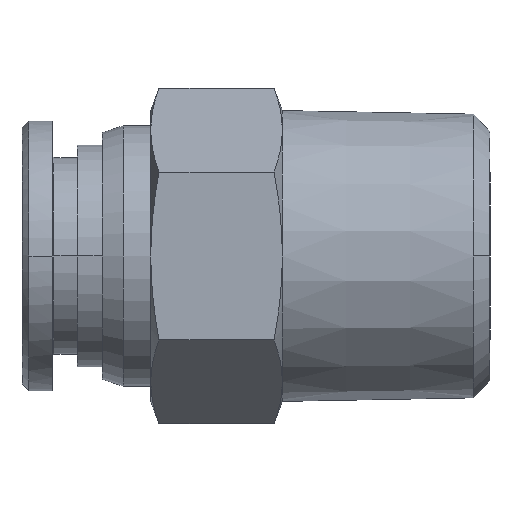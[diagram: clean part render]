
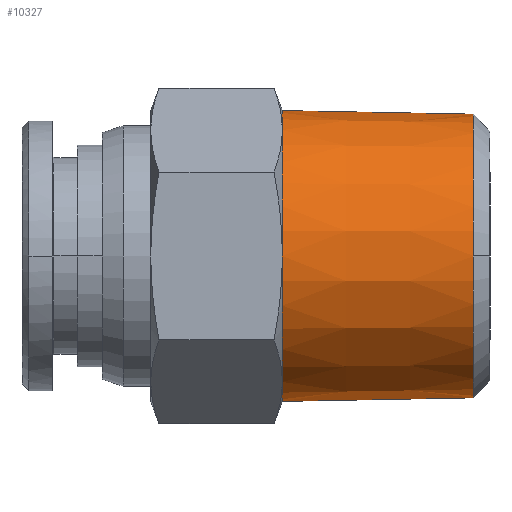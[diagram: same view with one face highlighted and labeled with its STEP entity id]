
A CAD part, front view. The second image highlights one B-rep face of the part: STEP entity #10327.
In plain terms, the highlighted conical face has half-angle 1.06 degrees and reference radius 10.5 mm.
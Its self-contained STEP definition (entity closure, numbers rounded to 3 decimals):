
#49 = VERTEX_POINT ( 'NONE', #3633 ) ;
#236 = EDGE_LOOP ( 'NONE', ( #3349, #15116, #1892, #4606, #14944, #11310, #7486, #13487 ) ) ;
#342 = CARTESIAN_POINT ( 'NONE',  ( 22.254, 0., -5.017 ) ) ;
#396 = EDGE_CURVE ( 'NONE', #6017, #15535, #4055, .T. ) ;
#602 = DIRECTION ( 'NONE',  ( 0., 0., 1. ) ) ;
#1115 = EDGE_CURVE ( 'NONE', #15286, #14482, #17797, .T. ) ;
#1306 = CARTESIAN_POINT ( 'NONE',  ( 22.254, -5.25, -14.11 ) ) ;
#1436 = DIRECTION ( 'NONE',  ( 0., 0., 1. ) ) ;
#1497 = CARTESIAN_POINT ( 'NONE',  ( 22.254, 0., 5.483 ) ) ;
#1892 = ORIENTED_EDGE ( 'NONE', *, *, #1115, .T. ) ;
#2051 = CARTESIAN_POINT ( 'NONE',  ( 22.254, 0., -5.017 ) ) ;
#2064 = AXIS2_PLACEMENT_3D ( 'NONE', #11714, #4867, #14697 ) ;
#2758 = AXIS2_PLACEMENT_3D ( 'NONE', #342, #12744, #15624 ) ;
#3096 = CARTESIAN_POINT ( 'NONE',  ( 36.054, 0., -5.017 ) ) ;
#3097 = LINE ( 'NONE', #1497, #9250 ) ;
#3349 = ORIENTED_EDGE ( 'NONE', *, *, #7965, .F. ) ;
#3432 = CARTESIAN_POINT ( 'NONE',  ( 36.054, 0., -15.261 ) ) ;
#3633 = CARTESIAN_POINT ( 'NONE',  ( 22.254, -5.25, 4.077 ) ) ;
#3684 = VECTOR ( 'NONE', #7430, 1000. ) ;
#4038 = CIRCLE ( 'NONE', #7449, 10.245 ) ;
#4055 = CIRCLE ( 'NONE', #2758, 10.5 ) ;
#4606 = ORIENTED_EDGE ( 'NONE', *, *, #7373, .T. ) ;
#4715 = EDGE_CURVE ( 'NONE', #8414, #15286, #4038, .T. ) ;
#4830 = CIRCLE ( 'NONE', #5423, 10.5 ) ;
#4867 = DIRECTION ( 'NONE',  ( -1., 0., 0. ) ) ;
#5188 = VERTEX_POINT ( 'NONE', #9124 ) ;
#5258 = VERTEX_POINT ( 'NONE', #15690 ) ;
#5396 = CONICAL_SURFACE ( 'NONE', #11720, 10.5, 0.018 ) ;
#5423 = AXIS2_PLACEMENT_3D ( 'NONE', #2051, #15890, #602 ) ;
#5900 = DIRECTION ( 'NONE',  ( -1., 0., 0.018 ) ) ;
#5992 = CARTESIAN_POINT ( 'NONE',  ( 22.254, 0., -15.517 ) ) ;
#6017 = VERTEX_POINT ( 'NONE', #8335 ) ;
#6325 = DIRECTION ( 'NONE',  ( 0., 0., 1. ) ) ;
#6564 = CARTESIAN_POINT ( 'NONE',  ( 22.254, 0., -5.017 ) ) ;
#7019 = LINE ( 'NONE', #5992, #3684 ) ;
#7373 = EDGE_CURVE ( 'NONE', #14482, #5258, #3097, .T. ) ;
#7430 = DIRECTION ( 'NONE',  ( -1., 0., -0.018 ) ) ;
#7449 = AXIS2_PLACEMENT_3D ( 'NONE', #3096, #8082, #1436 ) ;
#7486 = ORIENTED_EDGE ( 'NONE', *, *, #396, .T. ) ;
#7965 = EDGE_CURVE ( 'NONE', #8414, #5188, #7019, .T. ) ;
#8082 = DIRECTION ( 'NONE',  ( -1., 0., 0. ) ) ;
#8335 = CARTESIAN_POINT ( 'NONE',  ( 22.254, -10.5, -5.017 ) ) ;
#8414 = VERTEX_POINT ( 'NONE', #3432 ) ;
#8594 = CIRCLE ( 'NONE', #16943, 10.5 ) ;
#8747 = DIRECTION ( 'NONE',  ( 0., 0., 1. ) ) ;
#9124 = CARTESIAN_POINT ( 'NONE',  ( 22.254, 0., -15.517 ) ) ;
#9250 = VECTOR ( 'NONE', #5900, 1000. ) ;
#9793 = FACE_OUTER_BOUND ( 'NONE', #236, .T. ) ;
#9847 = DIRECTION ( 'NONE',  ( 1., 0., 0. ) ) ;
#10327 = ADVANCED_FACE ( 'NONE', ( #9793 ), #5396, .T. ) ;
#11310 = ORIENTED_EDGE ( 'NONE', *, *, #18018, .T. ) ;
#11397 = AXIS2_PLACEMENT_3D ( 'NONE', #13009, #17029, #8747 ) ;
#11714 = CARTESIAN_POINT ( 'NONE',  ( 36.054, 0., -5.017 ) ) ;
#11720 = AXIS2_PLACEMENT_3D ( 'NONE', #6564, #13307, #6325 ) ;
#12022 = CARTESIAN_POINT ( 'NONE',  ( 36.054, -10.245, -5.017 ) ) ;
#12466 = CARTESIAN_POINT ( 'NONE',  ( 22.254, 0., -5.017 ) ) ;
#12744 = DIRECTION ( 'NONE',  ( 1., 0., 0. ) ) ;
#12867 = CIRCLE ( 'NONE', #11397, 10.5 ) ;
#13009 = CARTESIAN_POINT ( 'NONE',  ( 22.254, 0., -5.017 ) ) ;
#13307 = DIRECTION ( 'NONE',  ( -1., 0., 0. ) ) ;
#13487 = ORIENTED_EDGE ( 'NONE', *, *, #15009, .T. ) ;
#14078 = DIRECTION ( 'NONE',  ( 0., 0., 1. ) ) ;
#14083 = CARTESIAN_POINT ( 'NONE',  ( 36.054, 0., 5.228 ) ) ;
#14482 = VERTEX_POINT ( 'NONE', #14083 ) ;
#14697 = DIRECTION ( 'NONE',  ( 0., 0., 1. ) ) ;
#14944 = ORIENTED_EDGE ( 'NONE', *, *, #17775, .T. ) ;
#15009 = EDGE_CURVE ( 'NONE', #15535, #5188, #12867, .T. ) ;
#15116 = ORIENTED_EDGE ( 'NONE', *, *, #4715, .T. ) ;
#15286 = VERTEX_POINT ( 'NONE', #12022 ) ;
#15535 = VERTEX_POINT ( 'NONE', #1306 ) ;
#15624 = DIRECTION ( 'NONE',  ( 0., 0., 1. ) ) ;
#15690 = CARTESIAN_POINT ( 'NONE',  ( 22.254, 0., 5.483 ) ) ;
#15890 = DIRECTION ( 'NONE',  ( 1., 0., 0. ) ) ;
#16943 = AXIS2_PLACEMENT_3D ( 'NONE', #12466, #9847, #14078 ) ;
#17029 = DIRECTION ( 'NONE',  ( 1., 0., 0. ) ) ;
#17775 = EDGE_CURVE ( 'NONE', #5258, #49, #8594, .T. ) ;
#17797 = CIRCLE ( 'NONE', #2064, 10.245 ) ;
#18018 = EDGE_CURVE ( 'NONE', #49, #6017, #4830, .T. ) ;
